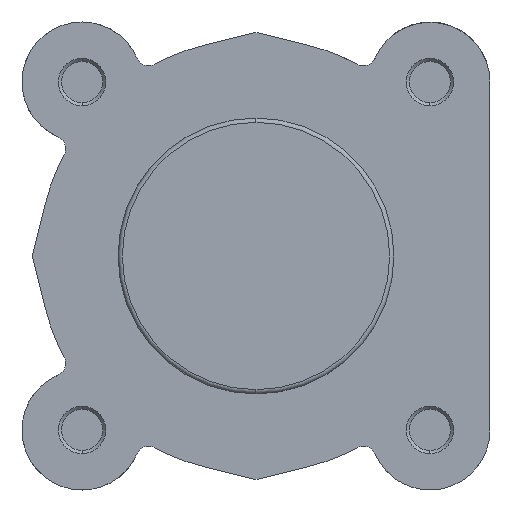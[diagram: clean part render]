
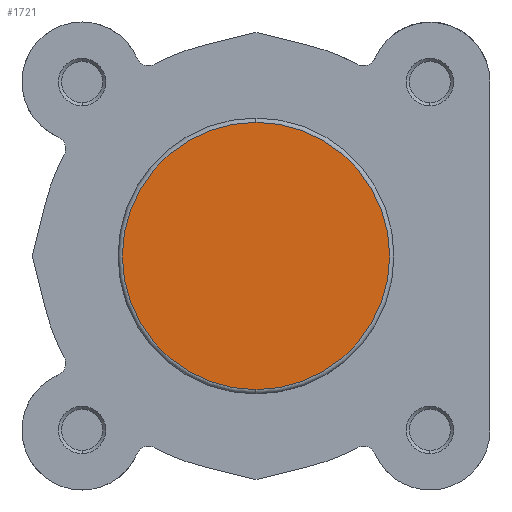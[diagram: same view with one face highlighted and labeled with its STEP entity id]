
A CAD part, left-side view. The second image highlights one B-rep face of the part: STEP entity #1721.
In plain terms, the highlighted planar face has unit normal (-1, 0, 0).
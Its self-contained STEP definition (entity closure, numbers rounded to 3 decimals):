
#160 = VERTEX_POINT ( 'NONE', #773 ) ;
#773 = CARTESIAN_POINT ( 'NONE',  ( 0., 0., -21.7 ) ) ;
#894 = CARTESIAN_POINT ( 'NONE',  ( 0., 0., 21.7 ) ) ;
#1082 = CARTESIAN_POINT ( 'NONE',  ( 0., 22.4, 0. ) ) ;
#1083 = PLANE ( 'NONE',  #3817 ) ;
#1085 = DIRECTION ( 'NONE',  ( 1., 0., 0. ) ) ;
#1086 = DIRECTION ( 'NONE',  ( 0., 0., -1. ) ) ;
#1586 = VERTEX_POINT ( 'NONE', #894 ) ;
#1721 = ADVANCED_FACE ( 'NONE', ( #4503 ), #1083, .F. ) ;
#2662 = ORIENTED_EDGE ( 'NONE', *, *, #3444, .T. ) ;
#2663 = ORIENTED_EDGE ( 'NONE', *, *, #3417, .T. ) ;
#3417 = EDGE_CURVE ( 'NONE', #160, #1586, #5148, .T. ) ;
#3444 = EDGE_CURVE ( 'NONE', #1586, #160, #6935, .T. ) ;
#3817 = AXIS2_PLACEMENT_3D ( 'NONE', #1082, #1085, #1086 ) ;
#4066 = AXIS2_PLACEMENT_3D ( 'NONE', #6484, #6496, #6497 ) ;
#4084 = AXIS2_PLACEMENT_3D ( 'NONE', #6548, #6567, #6568 ) ;
#4503 = FACE_OUTER_BOUND ( 'NONE', #5436, .T. ) ;
#5148 = CIRCLE ( 'NONE', #4066, 21.7 ) ;
#5436 = EDGE_LOOP ( 'NONE', ( #2663, #2662 ) ) ;
#6484 = CARTESIAN_POINT ( 'NONE',  ( 0., 0., 0. ) ) ;
#6496 = DIRECTION ( 'NONE',  ( -1., 0., 0. ) ) ;
#6497 = DIRECTION ( 'NONE',  ( 0., 0., -1. ) ) ;
#6548 = CARTESIAN_POINT ( 'NONE',  ( 0., 0., 0. ) ) ;
#6567 = DIRECTION ( 'NONE',  ( -1., 0., 0. ) ) ;
#6568 = DIRECTION ( 'NONE',  ( 0., 0., -1. ) ) ;
#6935 = CIRCLE ( 'NONE', #4084, 21.7 ) ;
